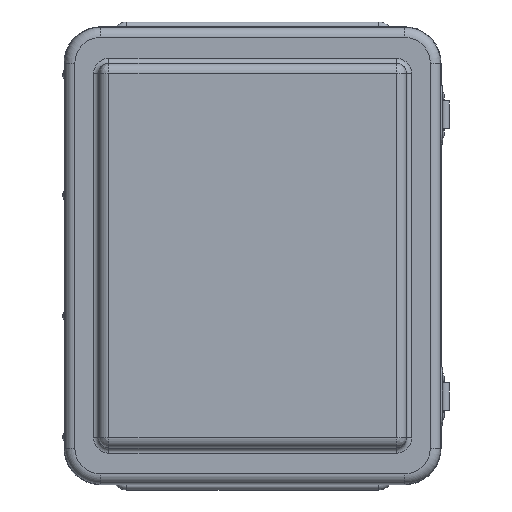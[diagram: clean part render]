
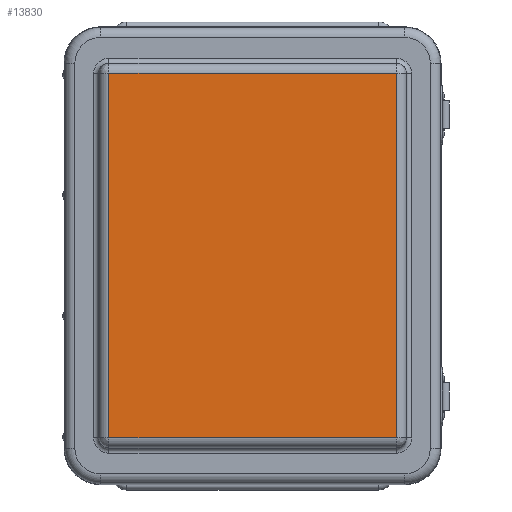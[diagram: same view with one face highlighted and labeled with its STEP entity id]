
A CAD part, top view. The second image highlights one B-rep face of the part: STEP entity #13830.
In plain terms, the highlighted planar face has unit normal (0, 0, 1).
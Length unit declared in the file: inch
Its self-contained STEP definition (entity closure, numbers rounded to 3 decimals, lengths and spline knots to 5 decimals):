
#1109=LINE($,#24192,#2118);
#1112=LINE($,#24199,#2121);
#1113=LINE($,#24244,#2122);
#1116=LINE($,#24251,#2125);
#2118=VECTOR($,#18428,9.043);
#2121=VECTOR($,#18435,7.133);
#2122=VECTOR($,#18452,7.133);
#2125=VECTOR($,#18459,9.043);
#2709=PLANE($,#15197);
#4023=FACE_OUTER_BOUND($,#5057,.T.);
#5057=EDGE_LOOP($,(#11750,#11751,#11752,#11753,#11754,#11755,#11756,#11757));
#5907=CIRCLE($,#15172,0.00101);
#5913=CIRCLE($,#15180,0.00101);
#5917=CIRCLE($,#15184,0.00101);
#5921=CIRCLE($,#15190,0.00101);
#7000=VERTEX_POINT($,#24181);
#7001=VERTEX_POINT($,#24183);
#7004=VERTEX_POINT($,#24190);
#7005=VERTEX_POINT($,#24195);
#7008=VERTEX_POINT($,#24216);
#7009=VERTEX_POINT($,#24235);
#7012=VERTEX_POINT($,#24242);
#7013=VERTEX_POINT($,#24247);
#8669=EDGE_CURVE($,#7000,#7001,#5907,.T.);
#8673=EDGE_CURVE($,#7004,#7000,#1109,.T.);
#8677=EDGE_CURVE($,#7001,#7005,#1112,.T.);
#8679=EDGE_CURVE($,#7008,#7004,#5913,.T.);
#8683=EDGE_CURVE($,#7005,#7009,#5917,.T.);
#8685=EDGE_CURVE($,#7012,#7008,#1113,.T.);
#8689=EDGE_CURVE($,#7009,#7013,#1116,.T.);
#8691=EDGE_CURVE($,#7013,#7012,#5921,.T.);
#11750=ORIENTED_EDGE($,*,*,#8669,.F.);
#11751=ORIENTED_EDGE($,*,*,#8673,.F.);
#11752=ORIENTED_EDGE($,*,*,#8679,.F.);
#11753=ORIENTED_EDGE($,*,*,#8685,.F.);
#11754=ORIENTED_EDGE($,*,*,#8691,.F.);
#11755=ORIENTED_EDGE($,*,*,#8689,.F.);
#11756=ORIENTED_EDGE($,*,*,#8683,.F.);
#11757=ORIENTED_EDGE($,*,*,#8677,.F.);
#13830=ADVANCED_FACE($,(#4023),#2709,.T.);
#15172=AXIS2_PLACEMENT_3D($,#24184,#18418,#18419);
#15180=AXIS2_PLACEMENT_3D($,#24218,#18438,#18439);
#15184=AXIS2_PLACEMENT_3D($,#24239,#18446,#18447);
#15190=AXIS2_PLACEMENT_3D($,#24268,#18462,#18463);
#15197=AXIS2_PLACEMENT_3D($,#24287,#18483,#18484);
#18418=DIRECTION('center_axis',(0.,0.,-1.));
#18419=DIRECTION('ref_axis',(0.707,-0.707,0.));
#18428=DIRECTION($,(0.,-1.,0.));
#18435=DIRECTION($,(-1.,0.,0.));
#18438=DIRECTION('center_axis',(0.,0.,-1.));
#18439=DIRECTION('ref_axis',(0.707,0.707,0.));
#18446=DIRECTION('center_axis',(0.,0.,-1.));
#18447=DIRECTION('ref_axis',(-0.707,-0.707,0.));
#18452=DIRECTION($,(1.,0.,0.));
#18459=DIRECTION($,(0.,1.,0.));
#18462=DIRECTION('center_axis',(0.,0.,-1.));
#18463=DIRECTION('ref_axis',(-0.707,0.707,0.));
#18483=DIRECTION('center_axis',(0.,0.,1.));
#18484=DIRECTION('ref_axis',(1.,0.,0.));
#24181=CARTESIAN_POINT('',(3.56751,-4.5215,3.125));
#24183=CARTESIAN_POINT('',(3.5665,-4.52251,3.125));
#24184=CARTESIAN_POINT('Origin',(3.5665,-4.5215,3.125));
#24190=CARTESIAN_POINT('',(3.56751,4.5215,3.125));
#24192=CARTESIAN_POINT($,(3.56751,4.5215,3.125));
#24195=CARTESIAN_POINT('',(-3.5665,-4.52251,3.125));
#24199=CARTESIAN_POINT($,(3.5665,-4.52251,3.125));
#24216=CARTESIAN_POINT('',(3.5665,4.52251,3.125));
#24218=CARTESIAN_POINT('Origin',(3.5665,4.5215,3.125));
#24235=CARTESIAN_POINT('',(-3.56751,-4.5215,3.125));
#24239=CARTESIAN_POINT('Origin',(-3.5665,-4.5215,3.125));
#24242=CARTESIAN_POINT('',(-3.5665,4.52251,3.125));
#24244=CARTESIAN_POINT($,(-3.5665,4.52251,3.125));
#24247=CARTESIAN_POINT('',(-3.56751,4.5215,3.125));
#24251=CARTESIAN_POINT($,(-3.56751,-4.5215,3.125));
#24268=CARTESIAN_POINT('Origin',(-3.5665,4.5215,3.125));
#24287=CARTESIAN_POINT('Origin',(0.,0.,3.125));
